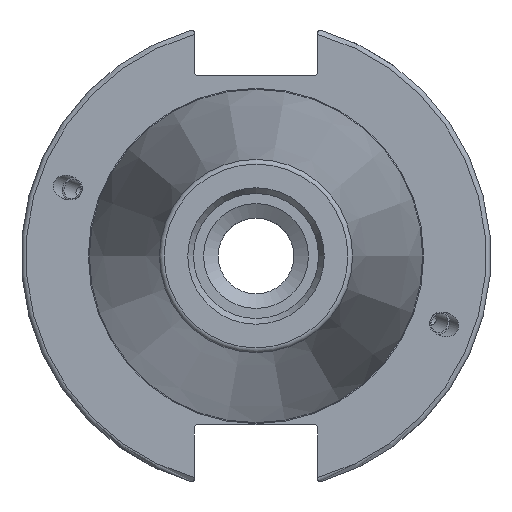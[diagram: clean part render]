
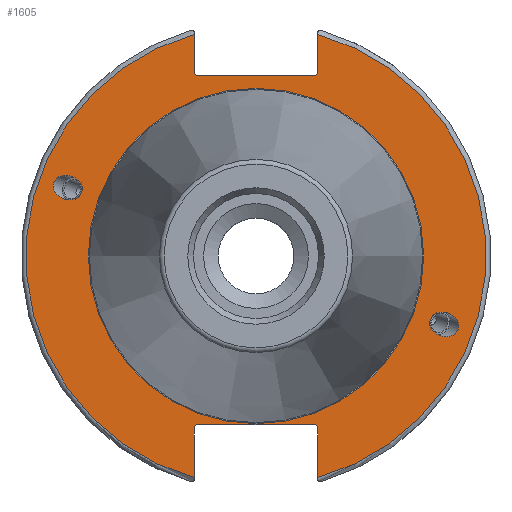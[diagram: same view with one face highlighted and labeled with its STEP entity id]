
A CAD part, left-side view. The second image highlights one B-rep face of the part: STEP entity #1605.
In plain terms, the highlighted planar face has unit normal (-1, 0, 0).
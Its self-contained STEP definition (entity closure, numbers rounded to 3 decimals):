
#48=FACE_BOUND('',#341,.T.);
#49=FACE_BOUND('',#342,.T.);
#50=FACE_BOUND('',#343,.T.);
#90=PLANE('',#1772);
#165=CIRCLE('',#1770,35.125);
#167=CIRCLE('',#1773,48.213);
#168=CIRCLE('',#1774,48.213);
#235=FACE_OUTER_BOUND('',#340,.T.);
#340=EDGE_LOOP('',(#1297,#1298,#1299,#1300,#1301,#1302,#1303,#1304,#1305,
#1306,#1307,#1308));
#341=EDGE_LOOP('',(#1309));
#342=EDGE_LOOP('',(#1310));
#343=EDGE_LOOP('',(#1311));
#491=LINE('',#3105,#587);
#492=LINE('',#3107,#588);
#493=LINE('',#3109,#589);
#494=LINE('',#3111,#590);
#495=LINE('',#3113,#591);
#496=LINE('',#3117,#592);
#497=LINE('',#3119,#593);
#498=LINE('',#3121,#594);
#499=LINE('',#3123,#595);
#500=LINE('',#3124,#596);
#587=VECTOR('',#2095,10.);
#588=VECTOR('',#2096,10.);
#589=VECTOR('',#2097,10.);
#590=VECTOR('',#2098,10.);
#591=VECTOR('',#2099,10.);
#592=VECTOR('',#2102,10.);
#593=VECTOR('',#2103,10.);
#594=VECTOR('',#2104,10.);
#595=VECTOR('',#2105,10.);
#596=VECTOR('',#2106,10.);
#636=ELLIPSE('',#1732,3.052,2.5);
#637=ELLIPSE('',#1766,3.052,2.5);
#708=VERTEX_POINT('',#2830);
#746=VERTEX_POINT('',#3089);
#749=VERTEX_POINT('',#3096);
#750=VERTEX_POINT('',#3101);
#751=VERTEX_POINT('',#3102);
#752=VERTEX_POINT('',#3104);
#753=VERTEX_POINT('',#3106);
#754=VERTEX_POINT('',#3108);
#755=VERTEX_POINT('',#3110);
#756=VERTEX_POINT('',#3112);
#757=VERTEX_POINT('',#3114);
#758=VERTEX_POINT('',#3116);
#759=VERTEX_POINT('',#3118);
#760=VERTEX_POINT('',#3120);
#761=VERTEX_POINT('',#3122);
#895=EDGE_CURVE('',#708,#708,#636,.T.);
#946=EDGE_CURVE('',#746,#746,#637,.T.);
#949=EDGE_CURVE('',#749,#749,#165,.T.);
#951=EDGE_CURVE('',#750,#751,#167,.T.);
#952=EDGE_CURVE('',#750,#752,#491,.T.);
#953=EDGE_CURVE('',#753,#752,#492,.T.);
#954=EDGE_CURVE('',#753,#754,#493,.T.);
#955=EDGE_CURVE('',#755,#754,#494,.T.);
#956=EDGE_CURVE('',#755,#756,#495,.T.);
#957=EDGE_CURVE('',#757,#756,#168,.T.);
#958=EDGE_CURVE('',#757,#758,#496,.T.);
#959=EDGE_CURVE('',#759,#758,#497,.T.);
#960=EDGE_CURVE('',#759,#760,#498,.T.);
#961=EDGE_CURVE('',#761,#760,#499,.T.);
#962=EDGE_CURVE('',#761,#751,#500,.T.);
#1297=ORIENTED_EDGE('',*,*,#951,.F.);
#1298=ORIENTED_EDGE('',*,*,#952,.T.);
#1299=ORIENTED_EDGE('',*,*,#953,.F.);
#1300=ORIENTED_EDGE('',*,*,#954,.T.);
#1301=ORIENTED_EDGE('',*,*,#955,.F.);
#1302=ORIENTED_EDGE('',*,*,#956,.T.);
#1303=ORIENTED_EDGE('',*,*,#957,.F.);
#1304=ORIENTED_EDGE('',*,*,#958,.T.);
#1305=ORIENTED_EDGE('',*,*,#959,.F.);
#1306=ORIENTED_EDGE('',*,*,#960,.T.);
#1307=ORIENTED_EDGE('',*,*,#961,.F.);
#1308=ORIENTED_EDGE('',*,*,#962,.T.);
#1309=ORIENTED_EDGE('',*,*,#895,.T.);
#1310=ORIENTED_EDGE('',*,*,#946,.T.);
#1311=ORIENTED_EDGE('',*,*,#949,.F.);
#1605=ADVANCED_FACE('',(#235,#48,#49,#50),#90,.T.);
#1732=AXIS2_PLACEMENT_3D('',#2832,#1995,#1996);
#1766=AXIS2_PLACEMENT_3D('',#3091,#2079,#2080);
#1770=AXIS2_PLACEMENT_3D('',#3098,#2087,#2088);
#1772=AXIS2_PLACEMENT_3D('',#3100,#2091,#2092);
#1773=AXIS2_PLACEMENT_3D('',#3103,#2093,#2094);
#1774=AXIS2_PLACEMENT_3D('',#3115,#2100,#2101);
#1995=DIRECTION('center_axis',(1.,0.,0.));
#1996=DIRECTION('ref_axis',(0.,-0.94,-0.342));
#2079=DIRECTION('center_axis',(1.,0.,0.));
#2080=DIRECTION('ref_axis',(0.,0.94,0.342));
#2087=DIRECTION('center_axis',(-1.,0.,0.));
#2088=DIRECTION('ref_axis',(0.,-1.,0.));
#2091=DIRECTION('center_axis',(-1.,0.,0.));
#2092=DIRECTION('ref_axis',(0.,0.,1.));
#2093=DIRECTION('center_axis',(1.,0.,0.));
#2094=DIRECTION('ref_axis',(0.,-1.,0.));
#2095=DIRECTION('',(0.,0.,-1.));
#2096=DIRECTION('',(0.,-0.707,0.707));
#2097=DIRECTION('',(0.,1.,0.));
#2098=DIRECTION('',(0.,-0.707,-0.707));
#2099=DIRECTION('',(0.,0.,1.));
#2100=DIRECTION('center_axis',(1.,0.,0.));
#2101=DIRECTION('ref_axis',(0.,1.,0.));
#2102=DIRECTION('',(0.,0.,1.));
#2103=DIRECTION('',(0.,0.707,-0.707));
#2104=DIRECTION('',(0.,-1.,0.));
#2105=DIRECTION('',(0.,0.707,0.707));
#2106=DIRECTION('',(0.,0.,-1.));
#2830=CARTESIAN_POINT('',(3.175,-36.599,-13.321));
#2832=CARTESIAN_POINT('Origin',(3.175,-39.467,-14.365));
#3089=CARTESIAN_POINT('',(3.175,36.599,13.321));
#3091=CARTESIAN_POINT('Origin',(3.175,39.467,14.365));
#3096=CARTESIAN_POINT('',(3.175,0.,35.125));
#3098=CARTESIAN_POINT('Origin',(3.175,0.,0.));
#3100=CARTESIAN_POINT('Origin',(3.175,49.213,0.));
#3101=CARTESIAN_POINT('',(3.175,-12.95,46.441));
#3102=CARTESIAN_POINT('',(3.175,-12.95,-46.441));
#3103=CARTESIAN_POINT('Origin',(3.175,0.,0.));
#3104=CARTESIAN_POINT('',(3.175,-12.95,38.219));
#3105=CARTESIAN_POINT('',(3.175,-12.95,18.86));
#3106=CARTESIAN_POINT('',(3.175,-12.45,37.719));
#3107=CARTESIAN_POINT('',(3.175,12.27,12.999));
#3108=CARTESIAN_POINT('',(3.175,12.45,37.719));
#3109=CARTESIAN_POINT('',(3.175,24.606,37.719));
#3110=CARTESIAN_POINT('',(3.175,12.95,38.219));
#3111=CARTESIAN_POINT('',(3.175,12.336,37.605));
#3112=CARTESIAN_POINT('',(3.175,12.95,46.441));
#3113=CARTESIAN_POINT('',(3.175,12.95,18.86));
#3114=CARTESIAN_POINT('',(3.175,12.95,-46.441));
#3115=CARTESIAN_POINT('Origin',(3.175,0.,0.));
#3116=CARTESIAN_POINT('',(3.175,12.95,-35.806));
#3117=CARTESIAN_POINT('',(3.175,12.95,-17.653));
#3118=CARTESIAN_POINT('',(3.175,12.45,-35.306));
#3119=CARTESIAN_POINT('',(3.175,12.939,-35.795));
#3120=CARTESIAN_POINT('',(3.175,-12.45,-35.306));
#3121=CARTESIAN_POINT('',(3.175,24.606,-35.306));
#3122=CARTESIAN_POINT('',(3.175,-12.95,-35.806));
#3123=CARTESIAN_POINT('',(3.175,11.667,-11.189));
#3124=CARTESIAN_POINT('',(3.175,-12.95,-17.653));
